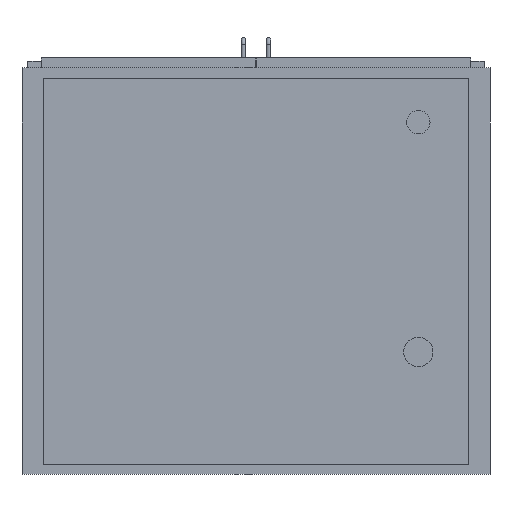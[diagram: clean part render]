
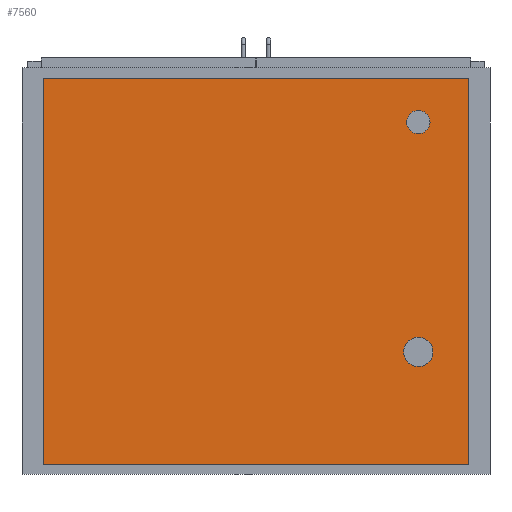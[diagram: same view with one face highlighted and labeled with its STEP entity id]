
A CAD part, front view. The second image highlights one B-rep face of the part: STEP entity #7560.
In plain terms, the highlighted planar face has unit normal (0, -1, 0).
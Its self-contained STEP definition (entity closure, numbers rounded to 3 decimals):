
#82=FACE_BOUND('',#819,.T.);
#83=FACE_BOUND('',#820,.T.);
#103=CIRCLE('',#8078,20.);
#105=CIRCLE('',#8082,25.);
#346=FACE_OUTER_BOUND('',#818,.T.);
#818=EDGE_LOOP('',(#5123,#5124,#5125,#5126));
#819=EDGE_LOOP('',(#5127));
#820=EDGE_LOOP('',(#5128));
#1340=LINE('',#10936,#2296);
#1342=LINE('',#10940,#2298);
#1344=LINE('',#10944,#2300);
#1346=LINE('',#10947,#2302);
#2296=VECTOR('',#8787,10.);
#2298=VECTOR('',#8791,10.);
#2300=VECTOR('',#8795,10.);
#2302=VECTOR('',#8799,10.);
#3210=VERTEX_POINT('',#10862);
#3212=VERTEX_POINT('',#10869);
#3233=VERTEX_POINT('',#10933);
#3234=VERTEX_POINT('',#10935);
#3235=VERTEX_POINT('',#10939);
#3236=VERTEX_POINT('',#10943);
#3935=EDGE_CURVE('',#3210,#3210,#103,.T.);
#3938=EDGE_CURVE('',#3212,#3212,#105,.T.);
#3968=EDGE_CURVE('',#3234,#3233,#1340,.T.);
#3970=EDGE_CURVE('',#3235,#3234,#1342,.T.);
#3972=EDGE_CURVE('',#3236,#3235,#1344,.T.);
#3974=EDGE_CURVE('',#3233,#3236,#1346,.T.);
#5123=ORIENTED_EDGE('',*,*,#3974,.T.);
#5124=ORIENTED_EDGE('',*,*,#3972,.T.);
#5125=ORIENTED_EDGE('',*,*,#3970,.T.);
#5126=ORIENTED_EDGE('',*,*,#3968,.T.);
#5127=ORIENTED_EDGE('',*,*,#3935,.T.);
#5128=ORIENTED_EDGE('',*,*,#3938,.T.);
#7156=PLANE('',#8099);
#7560=ADVANCED_FACE('',(#346,#82,#83),#7156,.T.);
#8078=AXIS2_PLACEMENT_3D('',#10864,#8721,#8722);
#8082=AXIS2_PLACEMENT_3D('',#10871,#8730,#8731);
#8099=AXIS2_PLACEMENT_3D('',#10948,#8800,#8801);
#8721=DIRECTION('center_axis',(0.,1.,0.));
#8722=DIRECTION('ref_axis',(1.,0.,0.));
#8730=DIRECTION('center_axis',(0.,1.,0.));
#8731=DIRECTION('ref_axis',(1.,0.,0.));
#8787=DIRECTION('',(0.,0.,1.));
#8791=DIRECTION('',(1.,0.,0.));
#8795=DIRECTION('',(0.,0.,-1.));
#8799=DIRECTION('',(-1.,0.,0.));
#8800=DIRECTION('center_axis',(0.,-1.,0.));
#8801=DIRECTION('ref_axis',(0.,0.,-1.));
#10862=CARTESIAN_POINT('',(257.5,-370.,255.));
#10864=CARTESIAN_POINT('Origin',(277.5,-370.,255.));
#10869=CARTESIAN_POINT('',(252.5,-370.,-138.));
#10871=CARTESIAN_POINT('Origin',(277.5,-370.,-138.));
#10933=CARTESIAN_POINT('',(362.5,-370.,330.));
#10935=CARTESIAN_POINT('',(362.5,-370.,-330.));
#10936=CARTESIAN_POINT('',(362.5,-370.,330.));
#10939=CARTESIAN_POINT('',(-362.5,-370.,-330.));
#10940=CARTESIAN_POINT('',(362.5,-370.,-330.));
#10943=CARTESIAN_POINT('',(-362.5,-370.,330.));
#10944=CARTESIAN_POINT('',(-362.5,-370.,-330.));
#10947=CARTESIAN_POINT('',(-362.5,-370.,330.));
#10948=CARTESIAN_POINT('Origin',(0.,-370.,0.));
